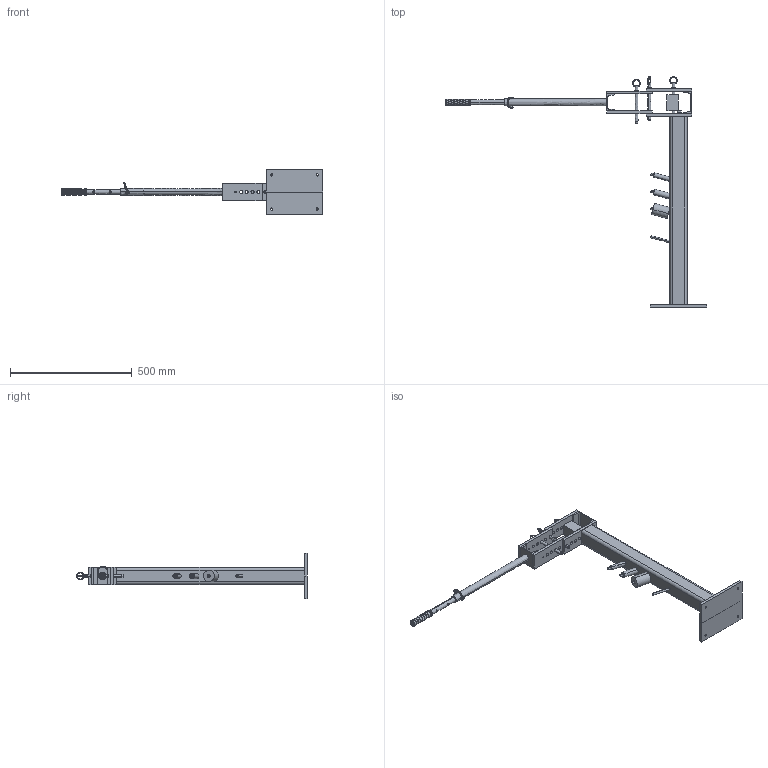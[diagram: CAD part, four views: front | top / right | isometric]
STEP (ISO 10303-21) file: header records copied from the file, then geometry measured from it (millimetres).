
FILE_DESCRIPTION(('FreeCAD Model'),'2;1');
FILE_NAME('Open CASCADE Shape Model','2025-05-02T02:26:01',('FreeCAD'),( 'FreeCAD'),'Open CASCADE STEP processor 7.6','FreeCAD','Unknown');
FILE_SCHEMA(('AUTOMOTIVE_DESIGN { 1 0 10303 214 1 1 1 1 }'));
Products named in the file (1): Open CASCADE STEP translator 7.6 1
Bounding box: 1076.05 x 947.58 x 187.09 mm (x, y, z)
Volume: 2824976.9 mm3; surface area: 877599.5 mm2
Topology: 36 solids, 36 shells, 1647 faces, 4539 edges, 2960 vertices
Faces by surface type: bspline 1647
Entity records: 55840 total; most frequent: CARTESIAN_POINT 30406, ORIENTED_EDGE 9038, EDGE_CURVE 4519, VERTEX_POINT 2960, B_SPLINE_CURVE_WITH_KNOTS 2742, FACE_BOUND 1771, EDGE_LOOP 1771, ADVANCED_FACE 1647
